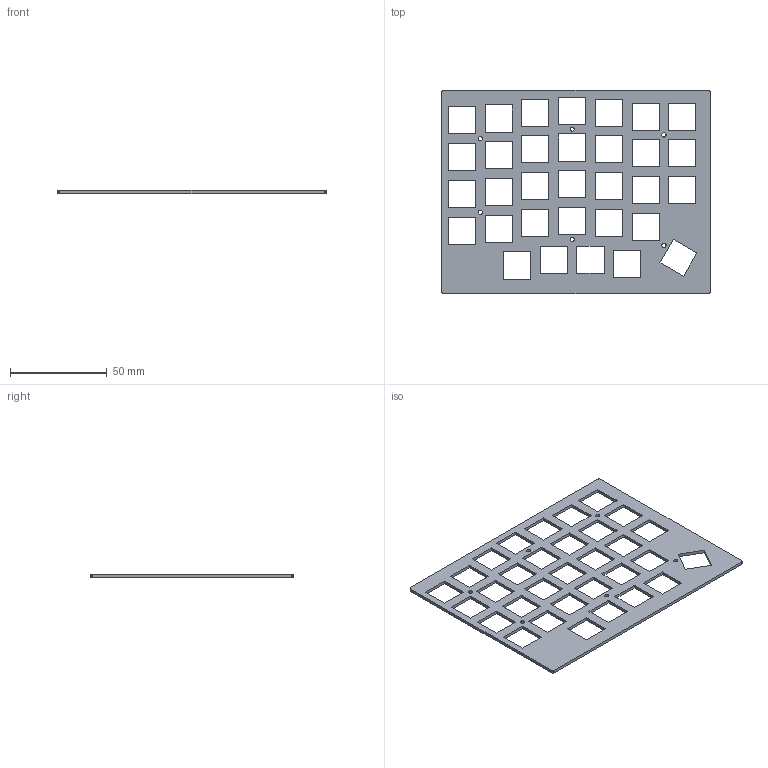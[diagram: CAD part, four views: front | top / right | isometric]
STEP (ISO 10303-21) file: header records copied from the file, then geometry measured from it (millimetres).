
FILE_DESCRIPTION(('KiCad electronic assembly'),'2;1');
FILE_NAME('ember_top_plate.step','2023-09-02T13:59:50',('Pcbnew'),( 'Kicad'),'Open CASCADE STEP processor 7.6','KiCad to STEP converter' ,'Unknown');
FILE_SCHEMA(('AUTOMOTIVE_DESIGN { 1 0 10303 214 1 1 1 1 }'));
Length unit declared in the file: millimetre
Products named in the file (2): ember_top_plate 1; ember_top_plate PCB
Assembly tree (1 placements, depth 2):
  ember_top_plate 1
    ember_top_plate PCB
Bounding box: 139 x 105 x 1.6 mm (x, y, z)
Volume: 13278.9 mm3; surface area: 20310.2 mm2
Topology: 1 solids, 1 shells, 172 faces, 510 edges, 340 vertices
Faces by surface type: plane 166, cylinder 6
Full cylindrical faces by diameter (mm): 2.2 x6
Entity records: 12511 total; most frequent: CARTESIAN_POINT 2116, DIRECTION 1878, LINE 1506, VECTOR 1506, ORIENTED_EDGE 1020, PCURVE 1020, DEFINITIONAL_REPRESENTATION 1020, EDGE_CURVE 510
